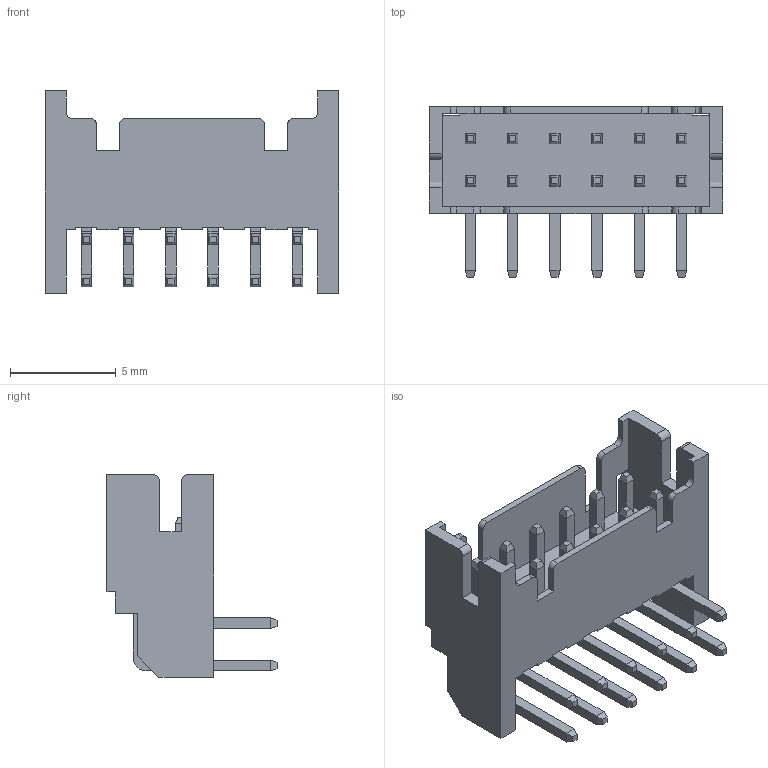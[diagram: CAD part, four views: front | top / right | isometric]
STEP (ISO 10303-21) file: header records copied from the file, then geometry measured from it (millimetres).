
FILE_DESCRIPTION((''),'2;1');
FILE_NAME('WF20006-D12','2019-10-10T',('gongcheng6'),(''),'PRO/ENGINEER BY PARAMETRIC TECHNOLOGY CORPORATION, 2010280','PRO/ENGINEER BY PARAMETRIC TECHNOLOGY CORPORATION, 2010280','');
FILE_SCHEMA(('CONFIG_CONTROL_DESIGN'));
Length unit declared in the file: millimetre
Products named in the file (1): WF20006-D12
Bounding box: 13.9 x 8.05 x 9.57 mm (x, y, z)
Volume: 205.1 mm3; surface area: 766.1 mm2
Topology: 1 solids, 1 shells, 364 faces, 930 edges, 588 vertices
Faces by surface type: plane 324, cylinder 40
Entity records: 10772 total; most frequent: CARTESIAN_POINT 1882, ORIENTED_EDGE 1860, DIRECTION 1738, EDGE_CURVE 930, VECTOR 850, LINE 850, VERTEX_POINT 588, AXIS2_PLACEMENT_3D 444
